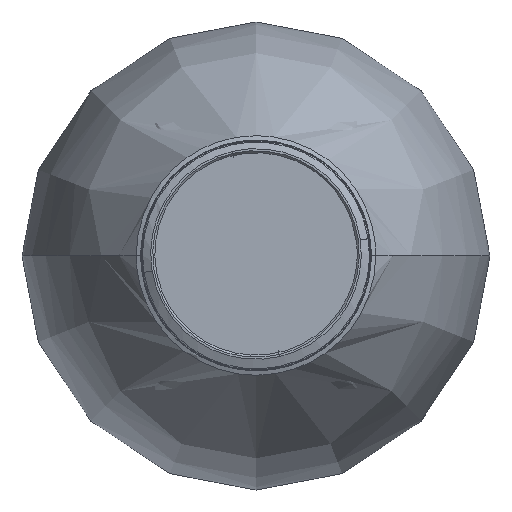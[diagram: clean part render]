
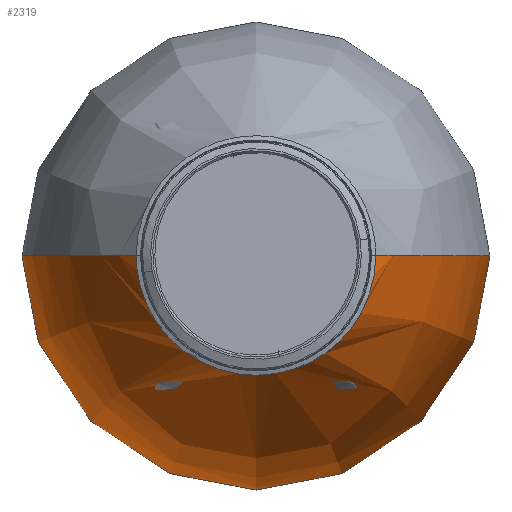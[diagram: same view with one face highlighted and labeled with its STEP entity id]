
A CAD part, top view. The second image highlights one B-rep face of the part: STEP entity #2319.
In plain terms, the highlighted free-form (B-spline) face has degree [2, 3] with [5, 5] control points.
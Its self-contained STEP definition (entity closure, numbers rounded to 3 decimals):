
#1468=B_SPLINE_CURVE_WITH_KNOTS('',3,(#22489,#22490,#22491,#22492,#22493),
 .UNSPECIFIED.,.F.,.F.,(4,1,4),(0.,319.656,634.003),
 .UNSPECIFIED.);
#1470=B_SPLINE_CURVE_WITH_KNOTS('',3,(#22552,#22553,#22554,#22555,#22556),
 .UNSPECIFIED.,.F.,.F.,(4,1,4),(0.,319.656,634.003),
 .UNSPECIFIED.);
#1641=(
BOUNDED_SURFACE()
B_SPLINE_SURFACE(2,3,((#22360,#22361,#22362,#22363,#22364),(#22365,#22366,
#22367,#22368,#22369),(#22370,#22371,#22372,#22373,#22374),(#22375,#22376,
#22377,#22378,#22379),(#22380,#22381,#22382,#22383,#22384)),
 .UNSPECIFIED.,.F.,.F.,.F.)
B_SPLINE_SURFACE_WITH_KNOTS((3,2,3),(4,1,4),(628.25,942.375,
1256.5),(0.,319.656,634.003),.UNSPECIFIED.)
GEOMETRIC_REPRESENTATION_ITEM()
RATIONAL_B_SPLINE_SURFACE(((1.,1.,1.,1.,1.),(0.707,0.707,
0.707,0.707,0.707),(1.,1.,1.,1.,1.),
(0.707,0.707,0.707,0.707,
0.707),(1.,1.,1.,1.,1.)))
REPRESENTATION_ITEM('')
SURFACE()
);
#2319=ADVANCED_FACE('',(#2967),#1641,.T.);
#2967=FACE_OUTER_BOUND('',#3646,.T.);
#3646=EDGE_LOOP('',(#7053,#7054,#7055));
#7053=ORIENTED_EDGE('',*,*,#8868,.T.);
#7054=ORIENTED_EDGE('',*,*,#8869,.T.);
#7055=ORIENTED_EDGE('',*,*,#8879,.F.);
#8868=EDGE_CURVE('',#10468,#10469,#1468,.T.);
#8869=EDGE_CURVE('',#10469,#10475,#9316,.T.);
#8879=EDGE_CURVE('',#10468,#10475,#1470,.T.);
#9316=(
BOUNDED_CURVE()
B_SPLINE_CURVE(2,(#22494,#22495,#22496,#22497,#22498),.UNSPECIFIED.,.F.,
 .F.)
B_SPLINE_CURVE_WITH_KNOTS((3,2,3),(0.,160.817,321.635),
 .UNSPECIFIED.)
CURVE()
GEOMETRIC_REPRESENTATION_ITEM()
RATIONAL_B_SPLINE_CURVE((1.,0.707,1.,0.707,1.))
REPRESENTATION_ITEM('')
);
#10468=VERTEX_POINT('',#22435);
#10469=VERTEX_POINT('',#22436);
#10475=VERTEX_POINT('',#22442);
#22360=CARTESIAN_POINT('',(0.,0.,-250.));
#22361=CARTESIAN_POINT('',(-91.219,0.,-250.));
#22362=CARTESIAN_POINT('',(-275.19,0.,-50.262));
#22363=CARTESIAN_POINT('',(-149.605,0.,214.891));
#22364=CARTESIAN_POINT('',(-102.38,0.,259.612));
#22365=CARTESIAN_POINT('',(0.,0.,-250.));
#22366=CARTESIAN_POINT('',(-91.219,-91.219,-250.));
#22367=CARTESIAN_POINT('',(-275.19,-275.19,-50.262));
#22368=CARTESIAN_POINT('',(-149.605,-149.605,214.891));
#22369=CARTESIAN_POINT('',(-102.38,-102.38,259.612));
#22370=CARTESIAN_POINT('',(0.,0.,-250.));
#22371=CARTESIAN_POINT('',(0.,-91.219,-250.));
#22372=CARTESIAN_POINT('',(0.,-275.19,-50.262));
#22373=CARTESIAN_POINT('',(0.,-149.605,214.891));
#22374=CARTESIAN_POINT('',(0.,-102.38,259.612));
#22375=CARTESIAN_POINT('',(0.,0.,-250.));
#22376=CARTESIAN_POINT('',(91.219,-91.219,-250.));
#22377=CARTESIAN_POINT('',(275.19,-275.19,-50.262));
#22378=CARTESIAN_POINT('',(149.605,-149.605,214.891));
#22379=CARTESIAN_POINT('',(102.38,-102.38,259.612));
#22380=CARTESIAN_POINT('',(0.,0.,-250.));
#22381=CARTESIAN_POINT('',(91.219,0.,-250.));
#22382=CARTESIAN_POINT('',(275.19,0.,-50.262));
#22383=CARTESIAN_POINT('',(149.605,0.,214.891));
#22384=CARTESIAN_POINT('',(102.38,0.,259.612));
#22435=CARTESIAN_POINT('',(0.,0.,-250.));
#22436=CARTESIAN_POINT('',(102.38,0.,259.612));
#22442=CARTESIAN_POINT('',(-102.38,0.,259.612));
#22489=CARTESIAN_POINT('',(0.,0.,-250.));
#22490=CARTESIAN_POINT('',(91.219,0.,-250.));
#22491=CARTESIAN_POINT('',(275.19,0.,-50.262));
#22492=CARTESIAN_POINT('',(149.605,0.,214.891));
#22493=CARTESIAN_POINT('',(102.38,0.,259.612));
#22494=CARTESIAN_POINT('',(102.38,0.,259.612));
#22495=CARTESIAN_POINT('',(102.38,-102.38,259.612));
#22496=CARTESIAN_POINT('',(0.,-102.38,259.612));
#22497=CARTESIAN_POINT('',(-102.38,-102.38,259.612));
#22498=CARTESIAN_POINT('',(-102.38,0.,259.612));
#22552=CARTESIAN_POINT('',(0.,0.,-250.));
#22553=CARTESIAN_POINT('',(-91.219,0.,-250.));
#22554=CARTESIAN_POINT('',(-275.19,0.,-50.262));
#22555=CARTESIAN_POINT('',(-149.605,0.,214.891));
#22556=CARTESIAN_POINT('',(-102.38,0.,259.612));
